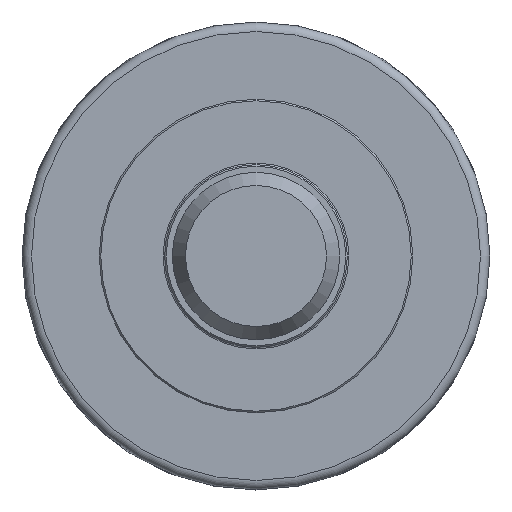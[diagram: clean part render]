
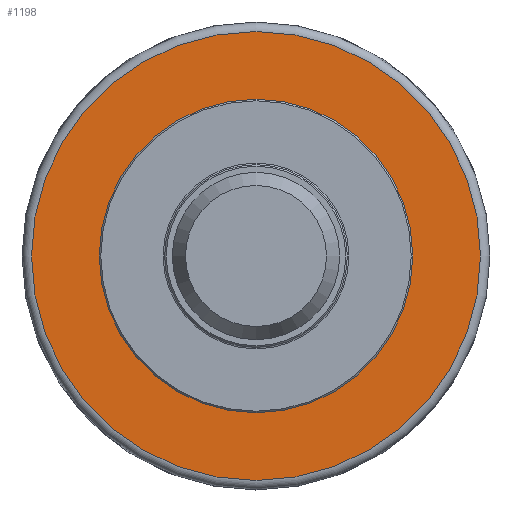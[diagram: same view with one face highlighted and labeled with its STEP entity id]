
A CAD part, left-side view. The second image highlights one B-rep face of the part: STEP entity #1198.
In plain terms, the highlighted planar face has unit normal (-1, 0, 0).
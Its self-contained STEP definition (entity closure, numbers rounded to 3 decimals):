
#45=FACE_BOUND('',#263,.T.);
#60=CIRCLE('',#1270,50.7);
#96=CIRCLE('',#1330,73.773);
#97=CIRCLE('',#1331,73.773);
#183=FACE_OUTER_BOUND('',#262,.T.);
#262=EDGE_LOOP('',(#1085,#1086));
#263=EDGE_LOOP('',(#1087));
#554=VERTEX_POINT('',#1982);
#577=VERTEX_POINT('',#2080);
#578=VERTEX_POINT('',#2082);
#698=EDGE_CURVE('',#554,#554,#60,.T.);
#741=EDGE_CURVE('',#577,#578,#96,.T.);
#742=EDGE_CURVE('',#578,#577,#97,.T.);
#1085=ORIENTED_EDGE('',*,*,#742,.F.);
#1086=ORIENTED_EDGE('',*,*,#741,.F.);
#1087=ORIENTED_EDGE('',*,*,#698,.T.);
#1131=PLANE('',#1343);
#1198=ADVANCED_FACE('',(#183,#45),#1131,.T.);
#1270=AXIS2_PLACEMENT_3D('',#1983,#1542,#1543);
#1330=AXIS2_PLACEMENT_3D('',#2083,#1669,#1670);
#1331=AXIS2_PLACEMENT_3D('',#2084,#1671,#1672);
#1343=AXIS2_PLACEMENT_3D('',#2129,#1696,#1697);
#1542=DIRECTION('center_axis',(1.,0.,0.));
#1543=DIRECTION('ref_axis',(0.,0.,1.));
#1669=DIRECTION('center_axis',(1.,0.,0.));
#1670=DIRECTION('ref_axis',(0.,0.,
1.));
#1671=DIRECTION('center_axis',(1.,0.,0.));
#1672=DIRECTION('ref_axis',(0.,0.,
1.));
#1696=DIRECTION('center_axis',(-1.,0.,0.));
#1697=DIRECTION('ref_axis',(0.,1.,0.));
#1982=CARTESIAN_POINT('',(-7.884,7.837,-50.7));
#1983=CARTESIAN_POINT('Origin',(-7.884,7.837,0.));
#2080=CARTESIAN_POINT('',(-7.884,81.61,0.));
#2082=CARTESIAN_POINT('',(-7.884,7.837,-73.773));
#2083=CARTESIAN_POINT('Origin',(-7.884,7.837,0.));
#2084=CARTESIAN_POINT('Origin',(-7.884,7.837,0.));
#2129=CARTESIAN_POINT('Origin',(-7.884,7.837,-66.616));
